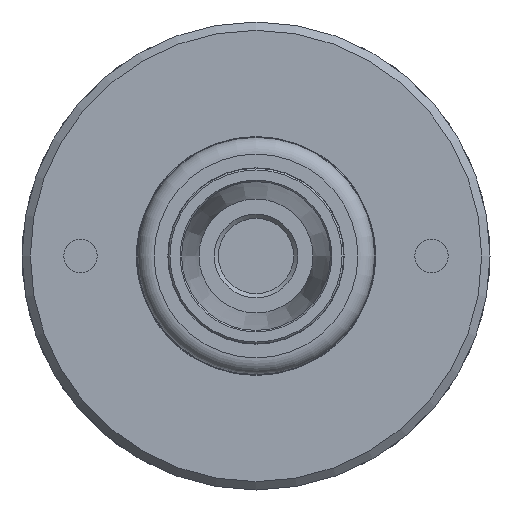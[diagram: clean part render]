
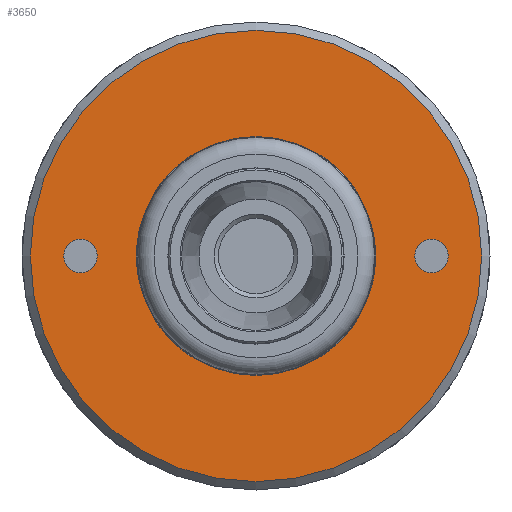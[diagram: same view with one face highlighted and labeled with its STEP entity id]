
A CAD part, left-side view. The second image highlights one B-rep face of the part: STEP entity #3650.
In plain terms, the highlighted planar face has unit normal (-1, 0, 0).
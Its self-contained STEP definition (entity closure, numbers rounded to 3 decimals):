
#311=FACE_BOUND('',#1436,.T.);
#312=FACE_BOUND('',#1437,.T.);
#313=FACE_BOUND('',#1438,.T.);
#409=PLANE('',#3929);
#1213=FACE_OUTER_BOUND('',#1435,.T.);
#1435=EDGE_LOOP('',(#3013));
#1436=EDGE_LOOP('',(#3014));
#1437=EDGE_LOOP('',(#3015));
#1438=EDGE_LOOP('',(#3016));
#1609=CIRCLE('',#3928,27.);
#1610=CIRCLE('',#3930,2.);
#1611=CIRCLE('',#3931,2.);
#1612=CIRCLE('',#3932,10.5);
#1866=VERTEX_POINT('',#5722);
#1867=VERTEX_POINT('',#5726);
#1868=VERTEX_POINT('',#5728);
#1869=VERTEX_POINT('',#5730);
#2278=EDGE_CURVE('',#1866,#1866,#1609,.T.);
#2279=EDGE_CURVE('',#1867,#1867,#1610,.T.);
#2280=EDGE_CURVE('',#1868,#1868,#1611,.T.);
#2281=EDGE_CURVE('',#1869,#1869,#1612,.T.);
#3013=ORIENTED_EDGE('',*,*,#2278,.F.);
#3014=ORIENTED_EDGE('',*,*,#2279,.T.);
#3015=ORIENTED_EDGE('',*,*,#2280,.T.);
#3016=ORIENTED_EDGE('',*,*,#2281,.T.);
#3650=ADVANCED_FACE('',(#1213,#311,#312,#313),#409,.T.);
#3928=AXIS2_PLACEMENT_3D('',#5724,#4586,#4587);
#3929=AXIS2_PLACEMENT_3D('',#5725,#4588,#4589);
#3930=AXIS2_PLACEMENT_3D('',#5727,#4590,#4591);
#3931=AXIS2_PLACEMENT_3D('',#5729,#4592,#4593);
#3932=AXIS2_PLACEMENT_3D('',#5731,#4594,#4595);
#4586=DIRECTION('center_axis',(1.,0.,0.));
#4587=DIRECTION('ref_axis',(0.,1.,0.));
#4588=DIRECTION('center_axis',(-1.,0.,0.));
#4589=DIRECTION('ref_axis',(0.,0.,
1.));
#4590=DIRECTION('center_axis',(1.,0.,0.));
#4591=DIRECTION('ref_axis',(0.,0.,
1.));
#4592=DIRECTION('center_axis',(1.,0.,0.));
#4593=DIRECTION('ref_axis',(0.,0.,
1.));
#4594=DIRECTION('center_axis',(1.,0.,0.));
#4595=DIRECTION('ref_axis',(0.,1.,0.));
#5722=CARTESIAN_POINT('',(-68.2,-27.,0.));
#5724=CARTESIAN_POINT('Origin',(-68.2,0.,0.));
#5725=CARTESIAN_POINT('Origin',(-68.2,18.75,0.));
#5726=CARTESIAN_POINT('',(-68.2,21.,-2.));
#5727=CARTESIAN_POINT('Origin',(-68.2,21.,0.));
#5728=CARTESIAN_POINT('',(-68.2,-21.,-2.));
#5729=CARTESIAN_POINT('Origin',(-68.2,-21.,0.));
#5730=CARTESIAN_POINT('',(-68.2,-10.5,0.));
#5731=CARTESIAN_POINT('Origin',(-68.2,0.,0.));
